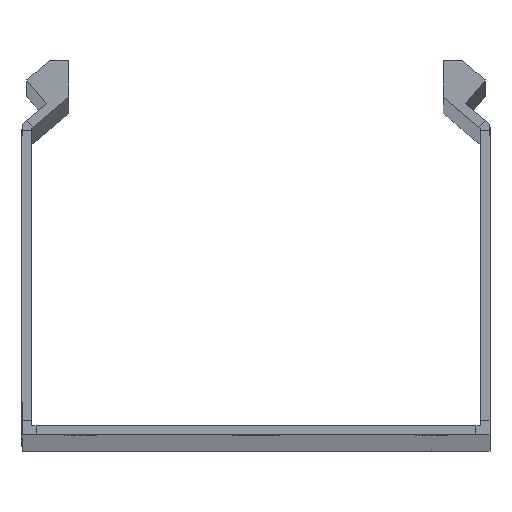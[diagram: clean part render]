
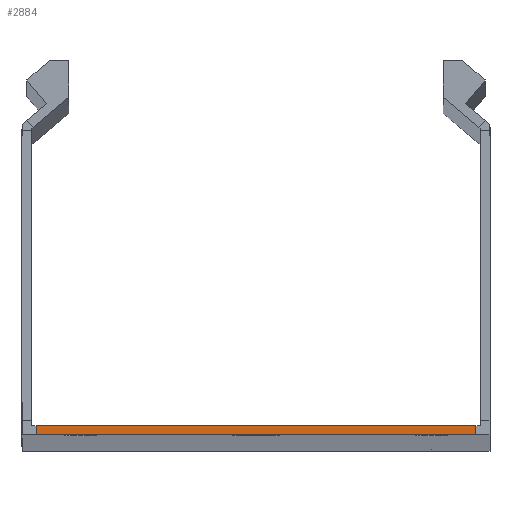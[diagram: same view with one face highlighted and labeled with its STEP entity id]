
A CAD part, top view. The second image highlights one B-rep face of the part: STEP entity #2884.
In plain terms, the highlighted planar face has unit normal (0, 0, 1).
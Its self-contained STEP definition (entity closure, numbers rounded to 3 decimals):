
#27 = VECTOR ( 'NONE', #3237, 1000. ) ;
#209 = LINE ( 'NONE', #5710, #776 ) ;
#776 = VECTOR ( 'NONE', #1065, 1000. ) ;
#924 = VERTEX_POINT ( 'NONE', #4040 ) ;
#1065 = DIRECTION ( 'NONE',  ( 0., 1., 0. ) ) ;
#1344 = ORIENTED_EDGE ( 'NONE', *, *, #2498, .T. ) ;
#2133 = VECTOR ( 'NONE', #5661, 1000. ) ;
#2317 = CARTESIAN_POINT ( 'NONE',  ( 48., 3., 1000. ) ) ;
#2358 = CARTESIAN_POINT ( 'NONE',  ( -50., 2., 1000. ) ) ;
#2360 = CARTESIAN_POINT ( 'NONE',  ( -47., 0., 1000. ) ) ;
#2438 = CARTESIAN_POINT ( 'NONE',  ( -50., 0., 1000. ) ) ;
#2498 = EDGE_CURVE ( 'NONE', #924, #4897, #209, .T. ) ;
#2636 = CARTESIAN_POINT ( 'NONE',  ( -47., 2., 1000. ) ) ;
#2785 = DIRECTION ( 'NONE',  ( 1., 0., 0. ) ) ;
#2884 = ADVANCED_FACE ( 'NONE', ( #3666 ), #5063, .T. ) ;
#3024 = VECTOR ( 'NONE', #4450, 1000. ) ;
#3074 = LINE ( 'NONE', #2358, #27 ) ;
#3196 = EDGE_CURVE ( 'NONE', #5475, #5822, #5745, .T. ) ;
#3231 = CARTESIAN_POINT ( 'NONE',  ( -47., 2., 1000. ) ) ;
#3237 = DIRECTION ( 'NONE',  ( -1., 0., 0. ) ) ;
#3314 = ORIENTED_EDGE ( 'NONE', *, *, #5064, .F. ) ;
#3637 = LINE ( 'NONE', #2438, #2133 ) ;
#3644 = ORIENTED_EDGE ( 'NONE', *, *, #3196, .T. ) ;
#3666 = FACE_OUTER_BOUND ( 'NONE', #4616, .T. ) ;
#4040 = CARTESIAN_POINT ( 'NONE',  ( 47., 0., 1000. ) ) ;
#4450 = DIRECTION ( 'NONE',  ( 0., -1., 0. ) ) ;
#4616 = EDGE_LOOP ( 'NONE', ( #3314, #1344, #5476, #3644 ) ) ;
#4643 = AXIS2_PLACEMENT_3D ( 'NONE', #2317, #5526, #2785 ) ;
#4861 = EDGE_CURVE ( 'NONE', #4897, #5475, #3074, .T. ) ;
#4897 = VERTEX_POINT ( 'NONE', #5524 ) ;
#5063 = PLANE ( 'NONE',  #4643 ) ;
#5064 = EDGE_CURVE ( 'NONE', #924, #5822, #3637, .T. ) ;
#5475 = VERTEX_POINT ( 'NONE', #3231 ) ;
#5476 = ORIENTED_EDGE ( 'NONE', *, *, #4861, .T. ) ;
#5524 = CARTESIAN_POINT ( 'NONE',  ( 47., 2., 1000. ) ) ;
#5526 = DIRECTION ( 'NONE',  ( 0., 0., 1. ) ) ;
#5661 = DIRECTION ( 'NONE',  ( -1., 0., 0. ) ) ;
#5710 = CARTESIAN_POINT ( 'NONE',  ( 47., 0., 1000. ) ) ;
#5745 = LINE ( 'NONE', #2636, #3024 ) ;
#5822 = VERTEX_POINT ( 'NONE', #2360 ) ;
